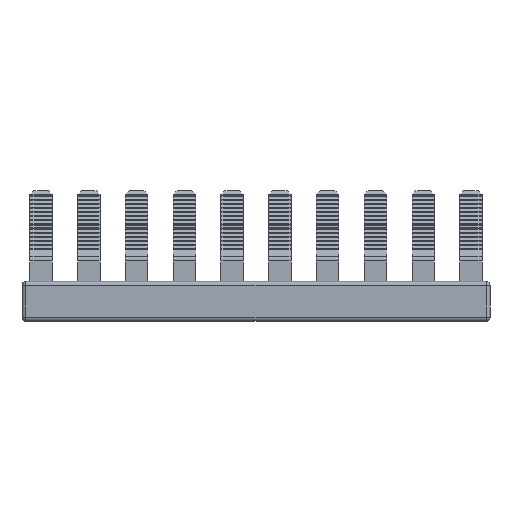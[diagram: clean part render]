
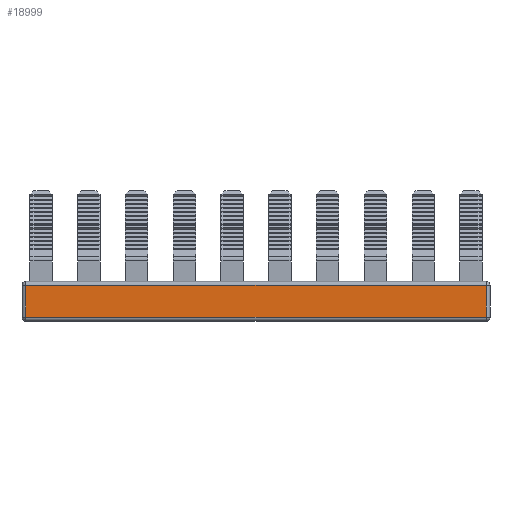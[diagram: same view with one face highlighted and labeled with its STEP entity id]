
A CAD part, front view. The second image highlights one B-rep face of the part: STEP entity #18999.
In plain terms, the highlighted planar face has unit normal (0, -1, 0).
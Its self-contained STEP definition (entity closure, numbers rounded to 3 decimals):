
#659 = VERTEX_POINT ( 'NONE', #13484 ) ;
#775 = CARTESIAN_POINT ( 'NONE',  ( -28.9, -1.1, 3.927 ) ) ;
#2755 = EDGE_LOOP ( 'NONE', ( #36441, #24268, #6433, #24042 ) ) ;
#3688 = DIRECTION ( 'NONE',  ( -1., 0., 0. ) ) ;
#3794 = VECTOR ( 'NONE', #28576, 1000. ) ;
#4685 = VECTOR ( 'NONE', #3688, 1000. ) ;
#6433 = ORIENTED_EDGE ( 'NONE', *, *, #8193, .T. ) ;
#8193 = EDGE_CURVE ( 'NONE', #659, #9645, #9479, .T. ) ;
#9000 = EDGE_CURVE ( 'NONE', #21548, #27944, #19205, .T. ) ;
#9269 = CARTESIAN_POINT ( 'NONE',  ( 28.9, -1.1, 3.927 ) ) ;
#9479 = LINE ( 'NONE', #9269, #38054 ) ;
#9645 = VERTEX_POINT ( 'NONE', #33201 ) ;
#9757 = CARTESIAN_POINT ( 'NONE',  ( 28.9, -1.1, -0.073 ) ) ;
#10056 = CARTESIAN_POINT ( 'NONE',  ( 0., -1.1, 0. ) ) ;
#13484 = CARTESIAN_POINT ( 'NONE',  ( 28.9, -1.1, -0.073 ) ) ;
#18464 = LINE ( 'NONE', #9757, #3794 ) ;
#18999 = ADVANCED_FACE ( 'NONE', ( #28274 ), #40889, .T. ) ;
#19205 = LINE ( 'NONE', #31420, #34131 ) ;
#20965 = AXIS2_PLACEMENT_3D ( 'NONE', #10056, #35295, #28469 ) ;
#21548 = VERTEX_POINT ( 'NONE', #39592 ) ;
#24042 = ORIENTED_EDGE ( 'NONE', *, *, #34965, .T. ) ;
#24268 = ORIENTED_EDGE ( 'NONE', *, *, #30725, .T. ) ;
#27944 = VERTEX_POINT ( 'NONE', #29778 ) ;
#28274 = FACE_OUTER_BOUND ( 'NONE', #2755, .T. ) ;
#28309 = DIRECTION ( 'NONE',  ( 0., 0., -1. ) ) ;
#28469 = DIRECTION ( 'NONE',  ( 0., 0., -1. ) ) ;
#28576 = DIRECTION ( 'NONE',  ( 1., 0., 0. ) ) ;
#29778 = CARTESIAN_POINT ( 'NONE',  ( -28.9, -1.1, -0.073 ) ) ;
#30725 = EDGE_CURVE ( 'NONE', #27944, #659, #18464, .T. ) ;
#31411 = DIRECTION ( 'NONE',  ( 0., 0., 1. ) ) ;
#31420 = CARTESIAN_POINT ( 'NONE',  ( -28.9, -1.1, -0.073 ) ) ;
#33201 = CARTESIAN_POINT ( 'NONE',  ( 28.9, -1.1, 3.927 ) ) ;
#34131 = VECTOR ( 'NONE', #28309, 1000. ) ;
#34965 = EDGE_CURVE ( 'NONE', #9645, #21548, #35117, .T. ) ;
#35117 = LINE ( 'NONE', #775, #4685 ) ;
#35295 = DIRECTION ( 'NONE',  ( 0., -1., 0. ) ) ;
#36441 = ORIENTED_EDGE ( 'NONE', *, *, #9000, .T. ) ;
#38054 = VECTOR ( 'NONE', #31411, 1000. ) ;
#39592 = CARTESIAN_POINT ( 'NONE',  ( -28.9, -1.1, 3.927 ) ) ;
#40889 = PLANE ( 'NONE',  #20965 ) ;
